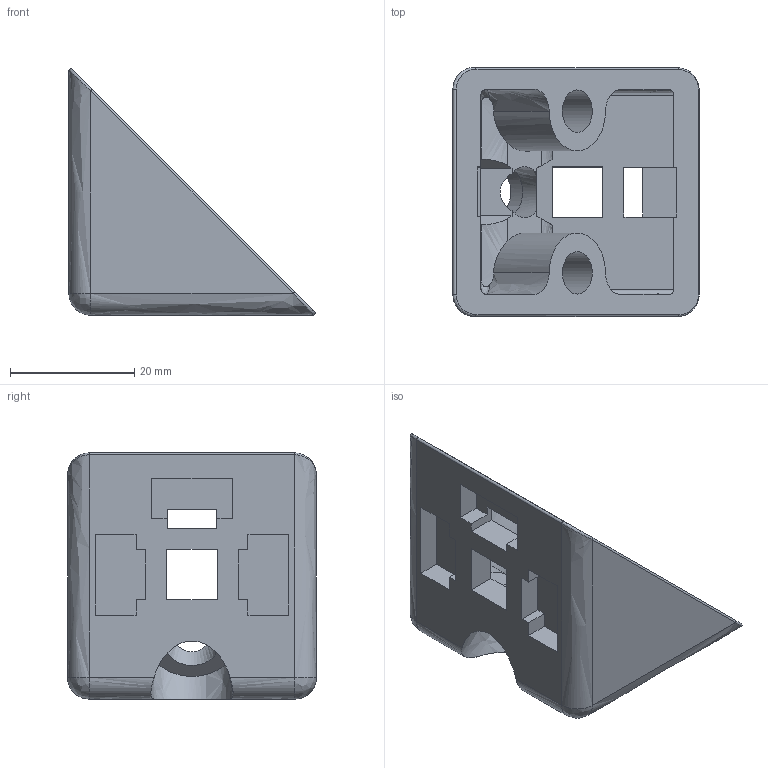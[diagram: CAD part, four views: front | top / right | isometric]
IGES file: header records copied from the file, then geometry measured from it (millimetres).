
Global section: file name: SZ0971N_A; native system: Autodesk Inventor 2015; preprocessor: unknown; author: C. Hanke; date: 20151119.154957; units: millimetre
Bounding box: 39.58 x 40 x 39.58 mm (x, y, z)
Volume: 15443.2 mm3; surface area: 10240.2 mm2
Topology: 1 solids, 1 shells, 134 faces, 377 edges, 247 vertices
Faces by surface type: bspline 134
